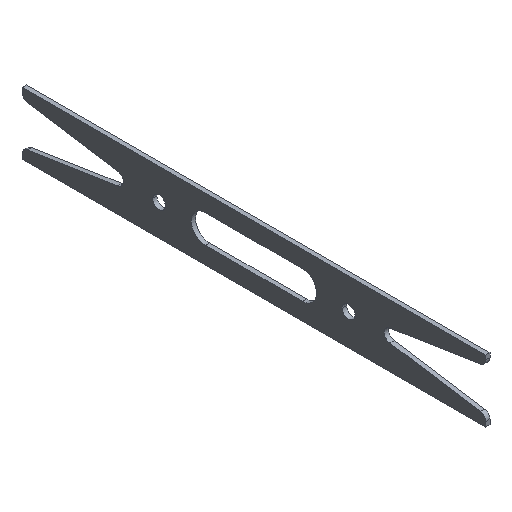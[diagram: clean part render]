
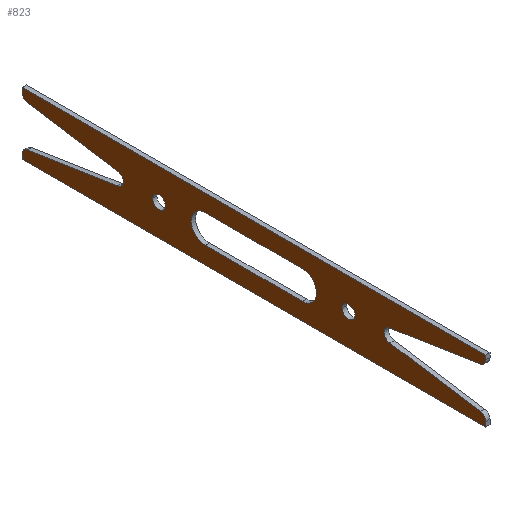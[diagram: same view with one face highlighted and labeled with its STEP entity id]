
A CAD part, isometric view. The second image highlights one B-rep face of the part: STEP entity #823.
In plain terms, the highlighted planar face has unit normal (-1, 0, 0).
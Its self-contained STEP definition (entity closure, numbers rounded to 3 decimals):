
#70=CARTESIAN_POINT('Vertex',(-2939.521,110.,425.158)) ;
#73=CARTESIAN_POINT('Line Origine',(-2939.521,0.,425.158)) ;
#77=CARTESIAN_POINT('Vertex',(-2939.521,-110.,425.158)) ;
#108=CARTESIAN_POINT('Vertex',(-2939.521,110.,423.158)) ;
#111=CARTESIAN_POINT('Line Origine',(-2939.521,110.,424.158)) ;
#139=CARTESIAN_POINT('Vertex',(-2939.521,107.462,420.193)) ;
#142=CARTESIAN_POINT('Axis2P3D Location',(-2939.521,107.,423.158)) ;
#170=CARTESIAN_POINT('Vertex',(-2939.521,64.526,413.506)) ;
#173=CARTESIAN_POINT('Line Origine',(-2939.521,85.994,416.85)) ;
#194=CARTESIAN_POINT('Vertex',(-2939.521,64.526,407.424)) ;
#199=CARTESIAN_POINT('Axis2P3D Location',(-2939.521,65.,410.465)) ;
#225=CARTESIAN_POINT('Vertex',(-2939.521,107.462,400.737)) ;
#230=CARTESIAN_POINT('Line Origine',(-2939.521,85.994,404.08)) ;
#263=CARTESIAN_POINT('Vertex',(-2939.521,110.,397.773)) ;
#266=CARTESIAN_POINT('Axis2P3D Location',(-2939.521,107.,397.773)) ;
#289=CARTESIAN_POINT('Vertex',(-2939.521,110.,395.618)) ;
#292=CARTESIAN_POINT('Line Origine',(-2939.521,110.,396.696)) ;
#320=CARTESIAN_POINT('Vertex',(-2939.521,-110.,395.618)) ;
#323=CARTESIAN_POINT('Line Origine',(-2939.521,0.,395.618)) ;
#344=CARTESIAN_POINT('Vertex',(-2939.521,-110.,397.773)) ;
#349=CARTESIAN_POINT('Line Origine',(-2939.521,-110.,396.696)) ;
#382=CARTESIAN_POINT('Vertex',(-2939.521,-107.462,400.737)) ;
#385=CARTESIAN_POINT('Axis2P3D Location',(-2939.521,-107.,397.773)) ;
#413=CARTESIAN_POINT('Vertex',(-2939.521,-64.526,407.424)) ;
#416=CARTESIAN_POINT('Line Origine',(-2939.521,-85.994,404.08)) ;
#437=CARTESIAN_POINT('Vertex',(-2939.521,-64.526,413.506)) ;
#442=CARTESIAN_POINT('Axis2P3D Location',(-2939.521,-65.,410.465)) ;
#468=CARTESIAN_POINT('Vertex',(-2939.521,-107.462,420.193)) ;
#473=CARTESIAN_POINT('Line Origine',(-2939.521,-85.994,416.85)) ;
#506=CARTESIAN_POINT('Vertex',(-2939.521,-110.,423.158)) ;
#509=CARTESIAN_POINT('Axis2P3D Location',(-2939.521,-107.,423.158)) ;
#521=CARTESIAN_POINT('Line Origine',(-2939.521,-110.,424.158)) ;
#547=CARTESIAN_POINT('Vertex',(-2939.521,42.,410.465)) ;
#552=CARTESIAN_POINT('Axis2P3D Location',(-2939.521,45.,410.465)) ;
#556=CARTESIAN_POINT('Vertex',(-2939.521,48.,410.465)) ;
#583=CARTESIAN_POINT('Axis2P3D Location',(-2939.521,45.,410.465)) ;
#609=CARTESIAN_POINT('Vertex',(-2939.521,-48.,410.465)) ;
#614=CARTESIAN_POINT('Axis2P3D Location',(-2939.521,-45.,410.465)) ;
#618=CARTESIAN_POINT('Vertex',(-2939.521,-42.,410.465)) ;
#645=CARTESIAN_POINT('Axis2P3D Location',(-2939.521,-45.,410.465)) ;
#680=CARTESIAN_POINT('Vertex',(-2939.521,23.,403.773)) ;
#683=CARTESIAN_POINT('Line Origine',(-2939.521,0.,403.773)) ;
#687=CARTESIAN_POINT('Vertex',(-2939.521,-23.,403.773)) ;
#711=CARTESIAN_POINT('Vertex',(-2939.521,23.,417.158)) ;
#716=CARTESIAN_POINT('Axis2P3D Location',(-2939.521,23.,410.465)) ;
#749=CARTESIAN_POINT('Vertex',(-2939.521,-23.,417.158)) ;
#752=CARTESIAN_POINT('Line Origine',(-2939.521,0.,417.158)) ;
#769=CARTESIAN_POINT('Axis2P3D Location',(-2939.521,-23.,410.465)) ;
#786=CARTESIAN_POINT('Axis2P3D Location',(-2939.521,0.,0.)) ;
#74=DIRECTION('Vector Direction',(0.,1.,0.)) ;
#112=DIRECTION('Vector Direction',(0.,0.,-1.)) ;
#143=DIRECTION('Axis2P3D Direction',(-1.,0.,0.)) ;
#174=DIRECTION('Vector Direction',(0.,-0.988,-0.154)) ;
#200=DIRECTION('Axis2P3D Direction',(-1.,0.,0.)) ;
#231=DIRECTION('Vector Direction',(0.,-0.988,0.154)) ;
#267=DIRECTION('Axis2P3D Direction',(-1.,0.,0.)) ;
#293=DIRECTION('Vector Direction',(0.,0.,-1.)) ;
#324=DIRECTION('Vector Direction',(0.,-1.,0.)) ;
#350=DIRECTION('Vector Direction',(0.,0.,-1.)) ;
#386=DIRECTION('Axis2P3D Direction',(-1.,0.,0.)) ;
#417=DIRECTION('Vector Direction',(0.,0.988,0.154)) ;
#443=DIRECTION('Axis2P3D Direction',(-1.,0.,0.)) ;
#474=DIRECTION('Vector Direction',(0.,0.988,-0.154)) ;
#510=DIRECTION('Axis2P3D Direction',(-1.,0.,0.)) ;
#522=DIRECTION('Vector Direction',(0.,0.,-1.)) ;
#553=DIRECTION('Axis2P3D Direction',(-1.,0.,0.)) ;
#584=DIRECTION('Axis2P3D Direction',(-1.,0.,0.)) ;
#615=DIRECTION('Axis2P3D Direction',(-1.,0.,0.)) ;
#646=DIRECTION('Axis2P3D Direction',(-1.,0.,0.)) ;
#684=DIRECTION('Vector Direction',(0.,1.,0.)) ;
#717=DIRECTION('Axis2P3D Direction',(-1.,0.,0.)) ;
#753=DIRECTION('Vector Direction',(0.,-1.,0.)) ;
#770=DIRECTION('Axis2P3D Direction',(-1.,0.,0.)) ;
#787=DIRECTION('Axis2P3D Direction',(-1.,0.,0.)) ;
#788=DIRECTION('Axis2P3D XDirection',(0.,-1.,0.)) ;
#144=AXIS2_PLACEMENT_3D('Circle Axis2P3D',#142,#143,$) ;
#201=AXIS2_PLACEMENT_3D('Circle Axis2P3D',#199,#200,$) ;
#268=AXIS2_PLACEMENT_3D('Circle Axis2P3D',#266,#267,$) ;
#387=AXIS2_PLACEMENT_3D('Circle Axis2P3D',#385,#386,$) ;
#444=AXIS2_PLACEMENT_3D('Circle Axis2P3D',#442,#443,$) ;
#511=AXIS2_PLACEMENT_3D('Circle Axis2P3D',#509,#510,$) ;
#554=AXIS2_PLACEMENT_3D('Circle Axis2P3D',#552,#553,$) ;
#585=AXIS2_PLACEMENT_3D('Circle Axis2P3D',#583,#584,$) ;
#616=AXIS2_PLACEMENT_3D('Circle Axis2P3D',#614,#615,$) ;
#647=AXIS2_PLACEMENT_3D('Circle Axis2P3D',#645,#646,$) ;
#718=AXIS2_PLACEMENT_3D('Circle Axis2P3D',#716,#717,$) ;
#771=AXIS2_PLACEMENT_3D('Circle Axis2P3D',#769,#770,$) ;
#789=AXIS2_PLACEMENT_3D('Plane Axis2P3D',#786,#787,#788) ;
#792=ORIENTED_EDGE('',*,*,#79,.T.) ;
#793=ORIENTED_EDGE('',*,*,#115,.T.) ;
#794=ORIENTED_EDGE('',*,*,#146,.T.) ;
#795=ORIENTED_EDGE('',*,*,#177,.T.) ;
#796=ORIENTED_EDGE('',*,*,#203,.F.) ;
#797=ORIENTED_EDGE('',*,*,#234,.F.) ;
#798=ORIENTED_EDGE('',*,*,#270,.T.) ;
#799=ORIENTED_EDGE('',*,*,#296,.T.) ;
#800=ORIENTED_EDGE('',*,*,#327,.T.) ;
#801=ORIENTED_EDGE('',*,*,#353,.F.) ;
#802=ORIENTED_EDGE('',*,*,#389,.T.) ;
#803=ORIENTED_EDGE('',*,*,#420,.T.) ;
#804=ORIENTED_EDGE('',*,*,#446,.F.) ;
#805=ORIENTED_EDGE('',*,*,#477,.F.) ;
#806=ORIENTED_EDGE('',*,*,#513,.T.) ;
#807=ORIENTED_EDGE('',*,*,#525,.F.) ;
#810=ORIENTED_EDGE('',*,*,#558,.F.) ;
#811=ORIENTED_EDGE('',*,*,#587,.F.) ;
#814=ORIENTED_EDGE('',*,*,#620,.F.) ;
#815=ORIENTED_EDGE('',*,*,#649,.F.) ;
#818=ORIENTED_EDGE('',*,*,#689,.T.) ;
#819=ORIENTED_EDGE('',*,*,#720,.F.) ;
#820=ORIENTED_EDGE('',*,*,#756,.T.) ;
#821=ORIENTED_EDGE('',*,*,#773,.F.) ;
#812=FACE_BOUND('',#809,.T.) ;
#816=FACE_BOUND('',#813,.T.) ;
#822=FACE_BOUND('',#817,.T.) ;
#75=VECTOR('Line Direction',#74,1.) ;
#113=VECTOR('Line Direction',#112,1.) ;
#175=VECTOR('Line Direction',#174,1.) ;
#232=VECTOR('Line Direction',#231,1.) ;
#294=VECTOR('Line Direction',#293,1.) ;
#325=VECTOR('Line Direction',#324,1.) ;
#351=VECTOR('Line Direction',#350,1.) ;
#418=VECTOR('Line Direction',#417,1.) ;
#475=VECTOR('Line Direction',#474,1.) ;
#523=VECTOR('Line Direction',#522,1.) ;
#685=VECTOR('Line Direction',#684,1.) ;
#754=VECTOR('Line Direction',#753,1.) ;
#823=ADVANCED_FACE('Corps principal',(#808,#812,#816,#822),#790,.T.) ;
#145=CIRCLE('generated circle',#144,3.) ;
#202=CIRCLE('generated circle',#201,3.078) ;
#269=CIRCLE('generated circle',#268,3.) ;
#388=CIRCLE('generated circle',#387,3.) ;
#445=CIRCLE('generated circle',#444,3.078) ;
#512=CIRCLE('generated circle',#511,3.) ;
#555=CIRCLE('generated circle',#554,3.) ;
#586=CIRCLE('generated circle',#585,3.) ;
#617=CIRCLE('generated circle',#616,3.) ;
#648=CIRCLE('generated circle',#647,3.) ;
#719=CIRCLE('generated circle',#718,6.693) ;
#772=CIRCLE('generated circle',#771,6.693) ;
#79=EDGE_CURVE('',#78,#71,#76,.T.) ;
#115=EDGE_CURVE('',#71,#109,#114,.T.) ;
#146=EDGE_CURVE('',#109,#140,#145,.T.) ;
#177=EDGE_CURVE('',#140,#171,#176,.T.) ;
#203=EDGE_CURVE('',#195,#171,#202,.T.) ;
#234=EDGE_CURVE('',#226,#195,#233,.T.) ;
#270=EDGE_CURVE('',#226,#264,#269,.T.) ;
#296=EDGE_CURVE('',#264,#290,#295,.T.) ;
#327=EDGE_CURVE('',#290,#321,#326,.T.) ;
#353=EDGE_CURVE('',#345,#321,#352,.T.) ;
#389=EDGE_CURVE('',#345,#383,#388,.T.) ;
#420=EDGE_CURVE('',#383,#414,#419,.T.) ;
#446=EDGE_CURVE('',#438,#414,#445,.T.) ;
#477=EDGE_CURVE('',#469,#438,#476,.T.) ;
#513=EDGE_CURVE('',#469,#507,#512,.T.) ;
#525=EDGE_CURVE('',#78,#507,#524,.T.) ;
#558=EDGE_CURVE('',#548,#557,#555,.T.) ;
#587=EDGE_CURVE('',#557,#548,#586,.T.) ;
#620=EDGE_CURVE('',#610,#619,#617,.T.) ;
#649=EDGE_CURVE('',#619,#610,#648,.T.) ;
#689=EDGE_CURVE('',#688,#681,#686,.T.) ;
#720=EDGE_CURVE('',#712,#681,#719,.T.) ;
#756=EDGE_CURVE('',#712,#750,#755,.T.) ;
#773=EDGE_CURVE('',#688,#750,#772,.T.) ;
#791=EDGE_LOOP('',(#792,#793,#794,#795,#796,#797,#798,#799,#800,#801,#802,#803,#804,#805,#806,#807)) ;
#809=EDGE_LOOP('',(#810,#811)) ;
#813=EDGE_LOOP('',(#814,#815)) ;
#817=EDGE_LOOP('',(#818,#819,#820,#821)) ;
#808=FACE_OUTER_BOUND('',#791,.T.) ;
#76=LINE('Line',#73,#75) ;
#114=LINE('Line',#111,#113) ;
#176=LINE('Line',#173,#175) ;
#233=LINE('Line',#230,#232) ;
#295=LINE('Line',#292,#294) ;
#326=LINE('Line',#323,#325) ;
#352=LINE('Line',#349,#351) ;
#419=LINE('Line',#416,#418) ;
#476=LINE('Line',#473,#475) ;
#524=LINE('Line',#521,#523) ;
#686=LINE('Line',#683,#685) ;
#755=LINE('Line',#752,#754) ;
#790=PLANE('',#789) ;
#71=VERTEX_POINT('',#70) ;
#78=VERTEX_POINT('',#77) ;
#109=VERTEX_POINT('',#108) ;
#140=VERTEX_POINT('',#139) ;
#171=VERTEX_POINT('',#170) ;
#195=VERTEX_POINT('',#194) ;
#226=VERTEX_POINT('',#225) ;
#264=VERTEX_POINT('',#263) ;
#290=VERTEX_POINT('',#289) ;
#321=VERTEX_POINT('',#320) ;
#345=VERTEX_POINT('',#344) ;
#383=VERTEX_POINT('',#382) ;
#414=VERTEX_POINT('',#413) ;
#438=VERTEX_POINT('',#437) ;
#469=VERTEX_POINT('',#468) ;
#507=VERTEX_POINT('',#506) ;
#548=VERTEX_POINT('',#547) ;
#557=VERTEX_POINT('',#556) ;
#610=VERTEX_POINT('',#609) ;
#619=VERTEX_POINT('',#618) ;
#681=VERTEX_POINT('',#680) ;
#688=VERTEX_POINT('',#687) ;
#712=VERTEX_POINT('',#711) ;
#750=VERTEX_POINT('',#749) ;
